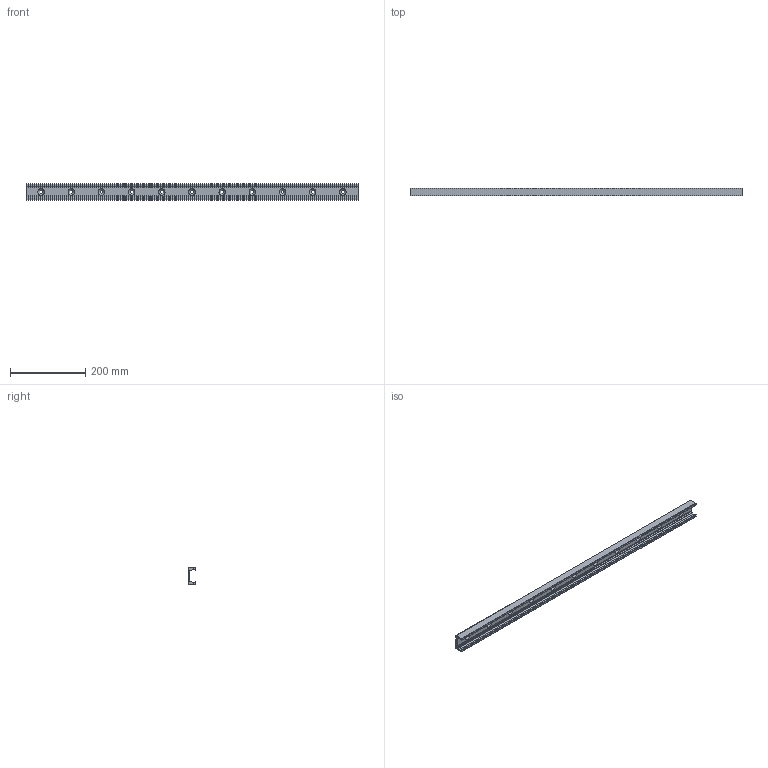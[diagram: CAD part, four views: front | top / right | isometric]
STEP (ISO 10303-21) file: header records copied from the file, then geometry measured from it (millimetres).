
FILE_DESCRIPTION((''),'2;1');
FILE_NAME('LCX 43-0880.V.stp','2016-04-28T14:35:51',('MRathmann'),(''),'Autodesk Inventor 2012','Autodesk Inventor 2012','');
FILE_SCHEMA(('CONFIG_CONTROL_DESIGN'));
Length unit declared in the file: millimetre
Products named in the file (1): LCX 43-0880.V
Bounding box: 880 x 21 x 43 mm (x, y, z)
Volume: 300764.9 mm3; surface area: 140512.3 mm2
Topology: 1 solids, 1 shells, 50 faces, 133 edges, 85 vertices
Faces by surface type: cylinder 24, plane 15, cone 11
Full cylindrical faces by diameter (mm): 8.5 x11
Entity records: 1528 total; most frequent: DIRECTION 272, CARTESIAN_POINT 247, ORIENTED_EDGE 222, EDGE_CURVE 111, AXIS2_PLACEMENT_3D 110, EDGE_LOOP 94, VERTEX_POINT 85, CIRCLE 59
